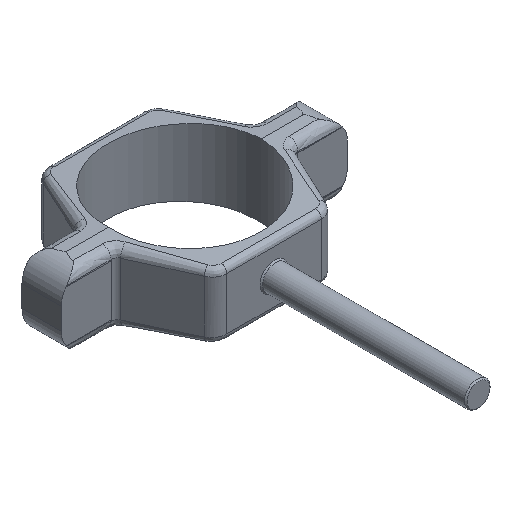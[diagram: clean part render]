
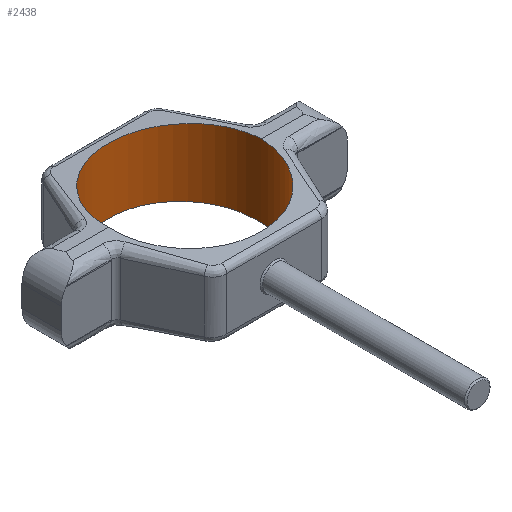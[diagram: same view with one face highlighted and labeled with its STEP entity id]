
A CAD part, isometric view. The second image highlights one B-rep face of the part: STEP entity #2438.
In plain terms, the highlighted cylindrical face has radius 38.036 mm (diameter 76.073 mm), a full revolution.
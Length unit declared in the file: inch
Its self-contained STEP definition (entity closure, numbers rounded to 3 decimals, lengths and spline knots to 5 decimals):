
#16 = CARTESIAN_POINT ( 'NONE',  ( -1.4975, 2.995, -0.5629 ) ) ;
#165 =( BOUNDED_CURVE ( )  B_SPLINE_CURVE ( 3, ( #1999, #2532, #682, #2548 ),
 .UNSPECIFIED., .F., .T. ) 
 B_SPLINE_CURVE_WITH_KNOTS ( ( 4, 4 ),
 ( 1.5708, 4.71239 ),
 .UNSPECIFIED. ) 
 CURVE ( )  GEOMETRIC_REPRESENTATION_ITEM ( )  RATIONAL_B_SPLINE_CURVE ( ( 1., 0.333, 0.333, 1. ) ) 
 REPRESENTATION_ITEM ( '' )  );
#210 = VERTEX_POINT ( 'NONE', #893 ) ;
#407 = CYLINDRICAL_SURFACE ( 'NONE', #909, 1.4975 ) ;
#447 = FACE_OUTER_BOUND ( 'NONE', #1091, .T. ) ;
#451 = FACE_OUTER_BOUND ( 'NONE', #1488, .T. ) ;
#476 = EDGE_CURVE ( 'NONE', #2125, #210, #666, .T. ) ;
#666 =( BOUNDED_CURVE ( )  B_SPLINE_CURVE ( 3, ( #2984, #1125, #1172, #1186 ),
 .UNSPECIFIED., .F., .T. ) 
 B_SPLINE_CURVE_WITH_KNOTS ( ( 4, 4 ),
 ( 4.71239, 7.85398 ),
 .UNSPECIFIED. ) 
 CURVE ( )  GEOMETRIC_REPRESENTATION_ITEM ( )  RATIONAL_B_SPLINE_CURVE ( ( 1., 0.333, 0.333, 1. ) ) 
 REPRESENTATION_ITEM ( '' )  );
#682 = CARTESIAN_POINT ( 'NONE',  ( 1.4975, -2.995, -0.5629 ) ) ;
#893 = CARTESIAN_POINT ( 'NONE',  ( 1.4975, 0., 0.712 ) ) ;
#909 = AXIS2_PLACEMENT_3D ( 'NONE', #3246, #1185, #2266 ) ;
#1091 = EDGE_LOOP ( 'NONE', ( #2512, #2366 ) ) ;
#1125 = CARTESIAN_POINT ( 'NONE',  ( -1.4975, 2.995, 0.5629 ) ) ;
#1172 = CARTESIAN_POINT ( 'NONE',  ( 1.4975, 2.995, 0.5629 ) ) ;
#1185 = DIRECTION ( 'NONE',  ( 0., 0., -1. ) ) ;
#1186 = CARTESIAN_POINT ( 'NONE',  ( 1.4975, 0., 0.712 ) ) ;
#1207 = CARTESIAN_POINT ( 'NONE',  ( 1.4975, -2.995, 0.5629 ) ) ;
#1292 = CARTESIAN_POINT ( 'NONE',  ( 1.4975, 0., -0.712 ) ) ;
#1488 = EDGE_LOOP ( 'NONE', ( #2509, #1882 ) ) ;
#1496 = EDGE_CURVE ( 'NONE', #2082, #2819, #2717, .T. ) ;
#1720 = CARTESIAN_POINT ( 'NONE',  ( -1.4975, 0., 0.712 ) ) ;
#1857 = EDGE_CURVE ( 'NONE', #2125, #210, #2522, .T. ) ;
#1882 = ORIENTED_EDGE ( 'NONE', *, *, #1857, .T. ) ;
#1940 = CARTESIAN_POINT ( 'NONE',  ( -1.4975, 0., -0.712 ) ) ;
#1999 = CARTESIAN_POINT ( 'NONE',  ( -1.4975, 0., -0.712 ) ) ;
#2082 = VERTEX_POINT ( 'NONE', #1940 ) ;
#2125 = VERTEX_POINT ( 'NONE', #3010 ) ;
#2174 = CARTESIAN_POINT ( 'NONE',  ( -1.4975, 0., -0.712 ) ) ;
#2266 = DIRECTION ( 'NONE',  ( -1., 0., 0. ) ) ;
#2366 = ORIENTED_EDGE ( 'NONE', *, *, #1496, .T. ) ;
#2438 = ADVANCED_FACE ( 'NONE', ( #447, #451 ), #407, .F. ) ;
#2439 = CARTESIAN_POINT ( 'NONE',  ( 1.4975, 2.995, -0.5629 ) ) ;
#2509 = ORIENTED_EDGE ( 'NONE', *, *, #476, .F. ) ;
#2512 = ORIENTED_EDGE ( 'NONE', *, *, #3077, .F. ) ;
#2522 =( BOUNDED_CURVE ( )  B_SPLINE_CURVE ( 3, ( #1720, #2801, #1207, #3046 ),
 .UNSPECIFIED., .F., .T. ) 
 B_SPLINE_CURVE_WITH_KNOTS ( ( 4, 4 ),
 ( 4.71239, 7.85398 ),
 .UNSPECIFIED. ) 
 CURVE ( )  GEOMETRIC_REPRESENTATION_ITEM ( )  RATIONAL_B_SPLINE_CURVE ( ( 1., 0.333, 0.333, 1. ) ) 
 REPRESENTATION_ITEM ( '' )  );
#2532 = CARTESIAN_POINT ( 'NONE',  ( -1.4975, -2.995, -0.5629 ) ) ;
#2548 = CARTESIAN_POINT ( 'NONE',  ( 1.4975, 0., -0.712 ) ) ;
#2692 = CARTESIAN_POINT ( 'NONE',  ( 1.4975, 0., -0.712 ) ) ;
#2717 =( BOUNDED_CURVE ( )  B_SPLINE_CURVE ( 3, ( #2174, #16, #2439, #2692 ),
 .UNSPECIFIED., .F., .F. ) 
 B_SPLINE_CURVE_WITH_KNOTS ( ( 4, 4 ),
 ( 1.5708, 4.71239 ),
 .UNSPECIFIED. ) 
 CURVE ( )  GEOMETRIC_REPRESENTATION_ITEM ( )  RATIONAL_B_SPLINE_CURVE ( ( 1., 0.333, 0.333, 1. ) ) 
 REPRESENTATION_ITEM ( '' )  );
#2801 = CARTESIAN_POINT ( 'NONE',  ( -1.4975, -2.995, 0.5629 ) ) ;
#2819 = VERTEX_POINT ( 'NONE', #1292 ) ;
#2984 = CARTESIAN_POINT ( 'NONE',  ( -1.4975, 0., 0.712 ) ) ;
#3010 = CARTESIAN_POINT ( 'NONE',  ( -1.4975, 0., 0.712 ) ) ;
#3046 = CARTESIAN_POINT ( 'NONE',  ( 1.4975, 0., 0.712 ) ) ;
#3077 = EDGE_CURVE ( 'NONE', #2082, #2819, #165, .T. ) ;
#3246 = CARTESIAN_POINT ( 'NONE',  ( 0., 0., 0.625 ) ) ;
